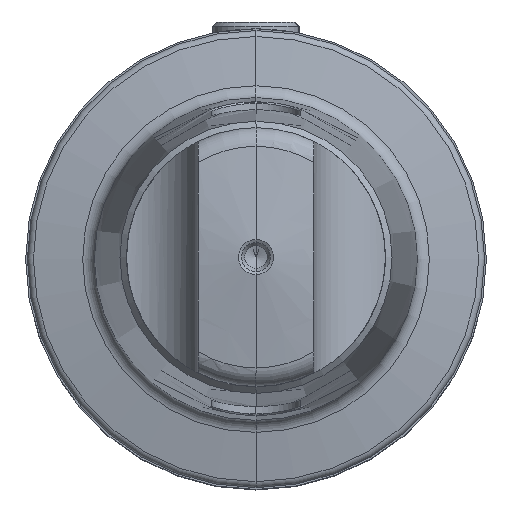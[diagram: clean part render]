
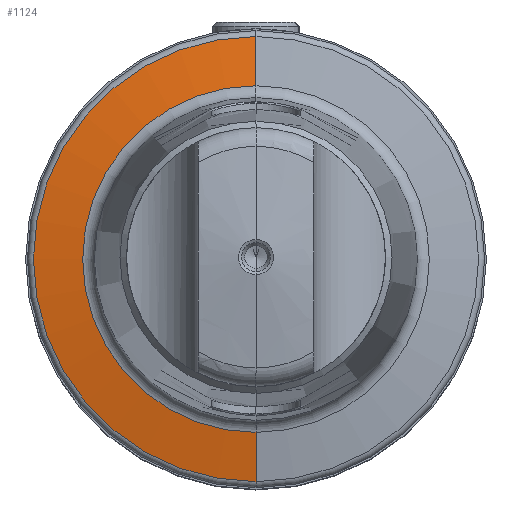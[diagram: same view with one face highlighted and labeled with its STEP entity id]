
A CAD part, top view. The second image highlights one B-rep face of the part: STEP entity #1124.
In plain terms, the highlighted conical face has half-angle 80 degrees and reference radius 23.89 mm.
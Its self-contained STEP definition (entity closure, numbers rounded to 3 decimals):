
#848=EDGE_CURVE('NONE',#1736,#934,#2042,.F.);
#896=EDGE_CURVE('NONE',#934,#1428,#2094,.T.);
#934=VERTEX_POINT('NONE',#2141);
#1040=EDGE_CURVE('NONE',#1598,#1428,#2258,.F.);
#1102=EDGE_CURVE('NONE',#1736,#1598,#2327,.T.);
#1124=ADVANCED_FACE('NONE',(#2351),#2352,.T.);
#1428=VERTEX_POINT('NONE',#2687);
#1598=VERTEX_POINT('NONE',#2882);
#1736=VERTEX_POINT('NONE',#3032);
#2042=CIRCLE('',#3845,23.89);
#2094=LINE('',#3977,#3978);
#2141=CARTESIAN_POINT('',(0.,23.89,-8.809));
#2258=CIRCLE('',#4294,30.674);
#2327=LINE('',#4454,#4455);
#2351=FACE_OUTER_BOUND('',#4484,.T.);
#2352=CONICAL_SURFACE('',#4485,23.89,1.396);
#2687=CARTESIAN_POINT('',(0.,30.674,-10.005));
#2882=CARTESIAN_POINT('',(0.0,-30.674,-10.005));
#3032=CARTESIAN_POINT('',(0.0,-23.89,-8.809));
#3845=AXIS2_PLACEMENT_3D('',#6430,#6431,#6432);
#3977=CARTESIAN_POINT('',(0.,23.89,-8.809));
#3978=VECTOR('',#6477,1000.0);
#4294=AXIS2_PLACEMENT_3D('',#6674,#6675,#6676);
#4454=CARTESIAN_POINT('',(0.0,-23.89,-8.809));
#4455=VECTOR('',#6755,1000.0);
#4484=EDGE_LOOP('',(#6792,#6793,#6794,#6795));
#4485=AXIS2_PLACEMENT_3D('',#6796,#6797,#6798);
#6430=CARTESIAN_POINT('',(0.0,0.0,-8.809));
#6431=DIRECTION('',(0.0,0.0,1.0));
#6432=DIRECTION('',(0.0,-1.0,0.0));
#6477=DIRECTION('',(0.,0.985,-0.174));
#6674=CARTESIAN_POINT('',(0.0,0.0,-10.005));
#6675=DIRECTION('',(0.0,0.0,1.0));
#6676=DIRECTION('',(0.0,-1.0,0.0));
#6755=DIRECTION('',(0.0,-0.985,-0.174));
#6792=ORIENTED_EDGE('',*,*,#848,.T.);
#6793=ORIENTED_EDGE('',*,*,#896,.T.);
#6794=ORIENTED_EDGE('',*,*,#1040,.F.);
#6795=ORIENTED_EDGE('',*,*,#1102,.F.);
#6796=CARTESIAN_POINT('',(0.0,0.0,-8.809));
#6797=DIRECTION('',(-0.0,-0.0,-1.0));
#6798=DIRECTION('',(0.0,-1.0,0.0));
